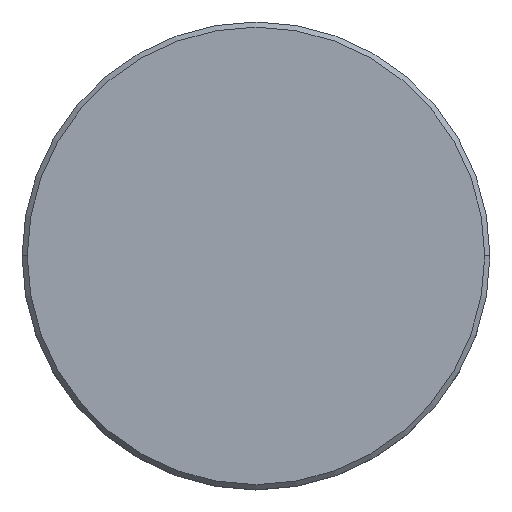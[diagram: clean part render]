
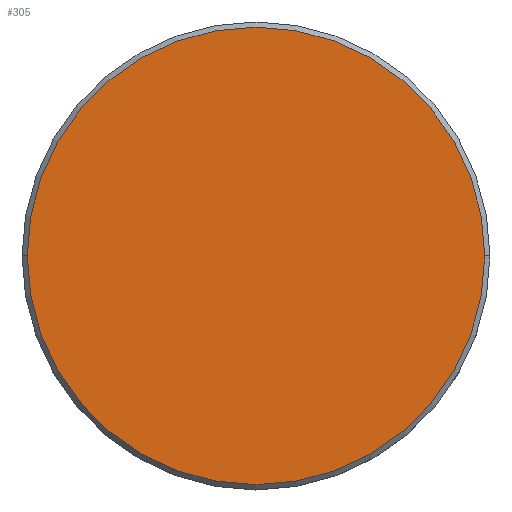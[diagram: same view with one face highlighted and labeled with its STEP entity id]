
A CAD part, top view. The second image highlights one B-rep face of the part: STEP entity #305.
In plain terms, the highlighted planar face has unit normal (0, 0, 1).
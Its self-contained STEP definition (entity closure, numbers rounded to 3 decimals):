
#2 = DIRECTION ( 'NONE',  ( 0., 0., 1. ) ) ;
#4 = VERTEX_POINT ( 'NONE', #517 ) ;
#37 = EDGE_CURVE ( 'NONE', #284, #4, #370, .T. ) ;
#46 = CARTESIAN_POINT ( 'NONE',  ( -22., 0., 0. ) ) ;
#49 = ORIENTED_EDGE ( 'NONE', *, *, #541, .T. ) ;
#54 = PLANE ( 'NONE',  #439 ) ;
#58 = DIRECTION ( 'NONE',  ( 0., 0., 1. ) ) ;
#78 = AXIS2_PLACEMENT_3D ( 'NONE', #322, #58, #409 ) ;
#134 = DIRECTION ( 'NONE',  ( 0., 0., 1. ) ) ;
#227 = CARTESIAN_POINT ( 'NONE',  ( 0., 0., 0. ) ) ;
#284 = VERTEX_POINT ( 'NONE', #46 ) ;
#305 = ADVANCED_FACE ( 'NONE', ( #360 ), #54, .T. ) ;
#322 = CARTESIAN_POINT ( 'NONE',  ( 0., 0., 0. ) ) ;
#332 = CIRCLE ( 'NONE', #78, 22. ) ;
#360 = FACE_OUTER_BOUND ( 'NONE', #497, .T. ) ;
#370 = CIRCLE ( 'NONE', #398, 22. ) ;
#387 = ORIENTED_EDGE ( 'NONE', *, *, #37, .T. ) ;
#398 = AXIS2_PLACEMENT_3D ( 'NONE', #433, #134, #487 ) ;
#409 = DIRECTION ( 'NONE',  ( 1., 0., 0. ) ) ;
#433 = CARTESIAN_POINT ( 'NONE',  ( 0., 0., 0. ) ) ;
#439 = AXIS2_PLACEMENT_3D ( 'NONE', #227, #2, #465 ) ;
#465 = DIRECTION ( 'NONE',  ( 1., 0., 0. ) ) ;
#487 = DIRECTION ( 'NONE',  ( 1., 0., 0. ) ) ;
#497 = EDGE_LOOP ( 'NONE', ( #387, #49 ) ) ;
#517 = CARTESIAN_POINT ( 'NONE',  ( 22., 0., 0. ) ) ;
#541 = EDGE_CURVE ( 'NONE', #4, #284, #332, .T. ) ;
